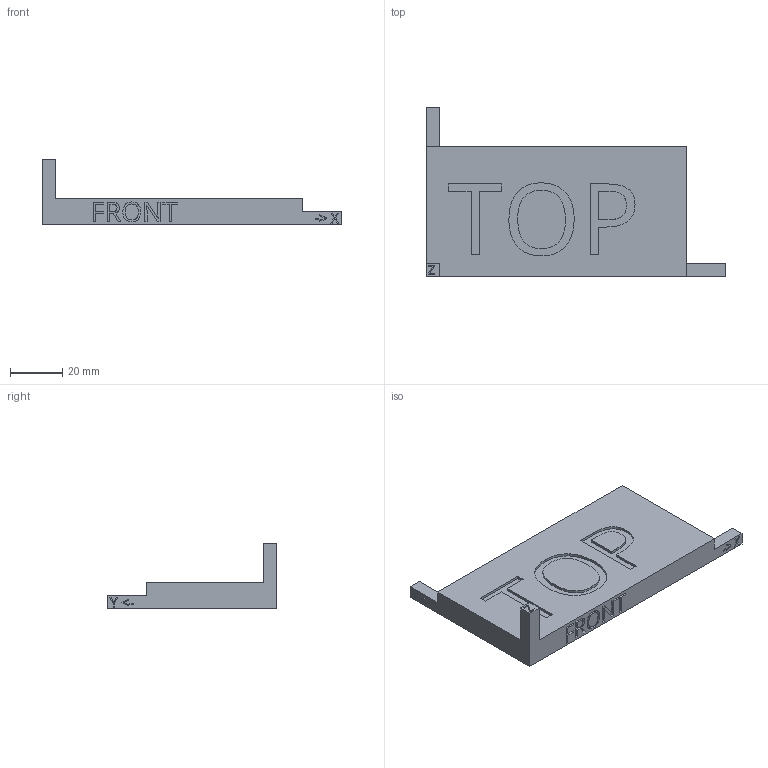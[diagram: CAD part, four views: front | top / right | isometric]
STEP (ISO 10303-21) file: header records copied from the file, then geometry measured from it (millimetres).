
FILE_DESCRIPTION( ( '' ), ' ' );
FILE_NAME( '58e4f1bd8e969a0ff3a95b94.step', '2017-04-05T13:31:42', ( '' ), ( '' ), ' ', ' ', ' ' );
FILE_SCHEMA( ( 'AUTOMOTIVE_DESIGN { 1 0 10303 214 1 1 1 1 }' ) );
Length unit declared in the file: metre
Products named in the file (1): Part 1
Bounding box: 115 x 65 x 25 mm (x, y, z)
Volume: 50405.5 mm3; surface area: 14786.5 mm2
Topology: 1 solids, 1 shells, 333 faces, 894 edges, 596 vertices
Faces by surface type: plane 263, extrusion 70
Entity records: 13008 total; most frequent: CARTESIAN_POINT 2244, ORIENTED_EDGE 1788, DIRECTION 1352, EDGE_CURVE 894, VECTOR 824, LINE 754, VERTEX_POINT 596, EDGE_LOOP 366
